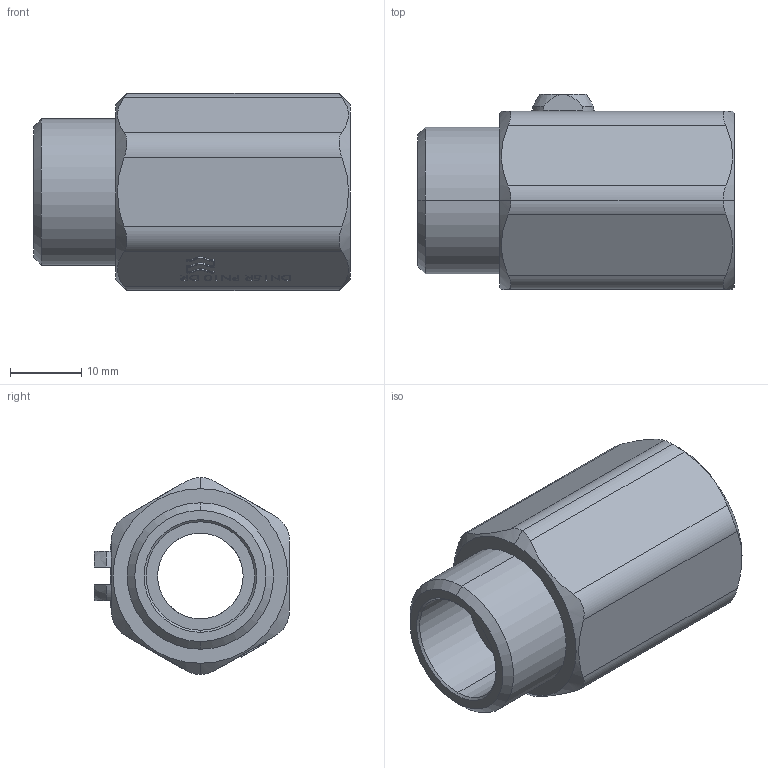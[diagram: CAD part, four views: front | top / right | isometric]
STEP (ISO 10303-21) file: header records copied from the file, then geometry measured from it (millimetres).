
FILE_DESCRIPTION (( 'STEP AP214' ), '1' );
FILE_NAME ('4354500.STEP', '2018-10-03T07:05:33', ( '' ), ( '' ), 'SwSTEP 2.0', 'SolidWorks 2017', '' );
FILE_SCHEMA (( 'AUTOMOTIVE_DESIGN' ));
Length unit declared in the file: millimetre
Products named in the file (1): 4354500
Bounding box: 44.4 x 27.35 x 27.63 mm (x, y, z)
Surface area: 5954.9 mm2 (no closed solid volume)
Topology: 0 solids, 4 shells, 309 faces, 938 edges, 627 vertices
Faces by surface type: plane 187, bspline 84, cylinder 19, cone 19
Entity records: 17188 total; most frequent: CARTESIAN_POINT 6094, ORIENTED_EDGE 1680, DIRECTION 1227, EDGE_CURVE 938, VECTOR 647, LINE 647, VERTEX_POINT 627, EDGE_LOOP 350
